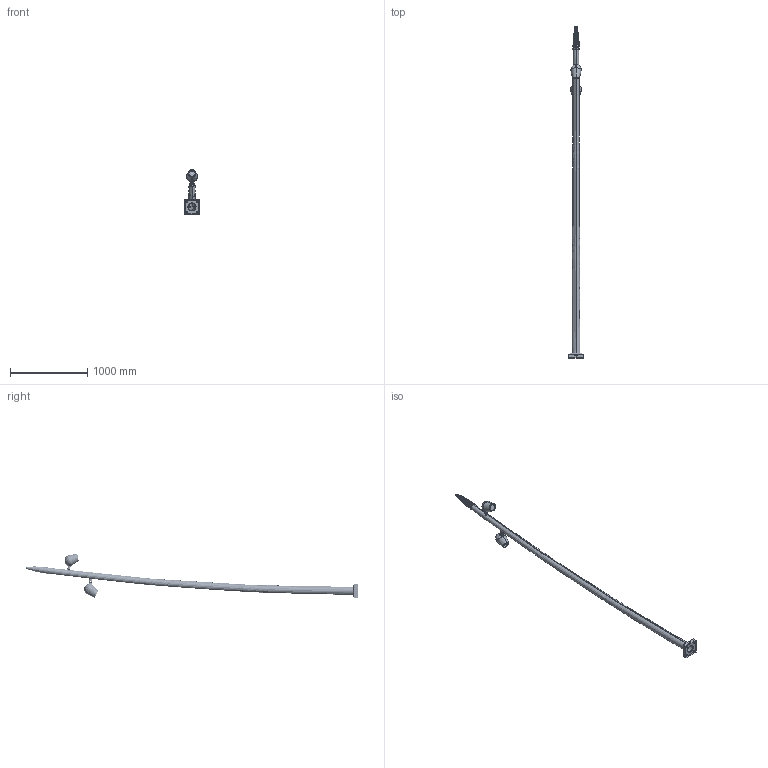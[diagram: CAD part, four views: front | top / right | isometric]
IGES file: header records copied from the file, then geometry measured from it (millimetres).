
Start section: SolidWorks IGES file using analytic representation for surfaces
Global section: file name: ova-2Ï(30)-4-(Ê170-130-4õ14)-ö+ïî.IGS; native system: SolidWorks 2020; preprocessor: SolidWorks 2020; author: Åêàòåðèíà; date: 210708.174100; units: millimetre
Bounding box: 186 x 4303.48 x 581.2 mm (x, y, z)
Surface area: 2834090.7 mm2 (no closed solid volume)
Topology: 0 solids, 0 shells, 6316 faces, 49933 edges, 49837 vertices
Faces by surface type: bspline 5416, revolution 900
